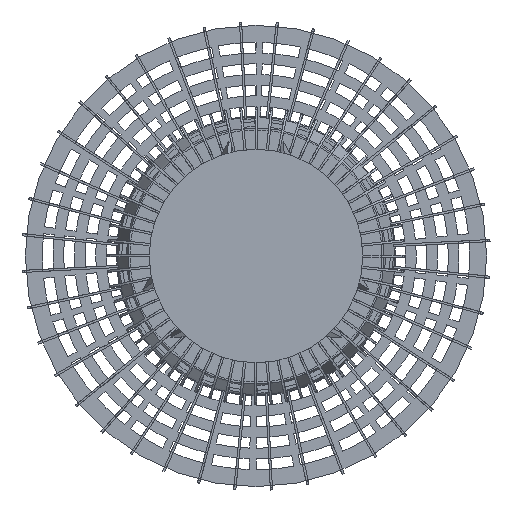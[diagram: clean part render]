
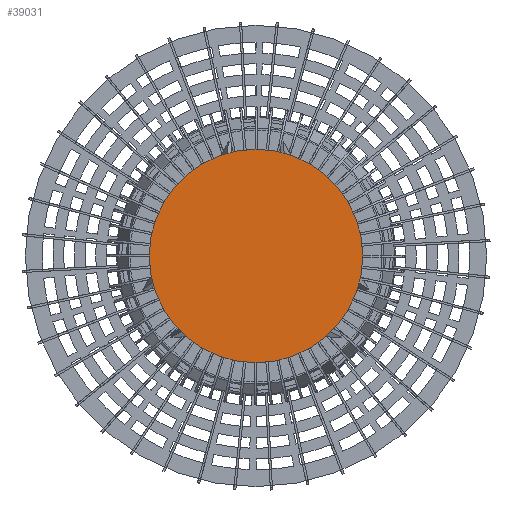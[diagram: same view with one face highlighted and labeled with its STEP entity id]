
A CAD part, front view. The second image highlights one B-rep face of the part: STEP entity #39031.
In plain terms, the highlighted planar face has unit normal (0, -1, 0).
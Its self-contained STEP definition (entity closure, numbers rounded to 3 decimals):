
#30147=PLANE('',#103669);
#34363=FACE_OUTER_BOUND('',#45403,.T.);
#39031=ADVANCED_FACE('',(#34363),#30147,.F.);
#45403=EDGE_LOOP('',(#51090));
#51090=ORIENTED_EDGE('',*,*,#87053,.F.);
#78088=VERTEX_POINT('',#133350);
#87053=EDGE_CURVE('',#78088,#78088,#100553,.T.);
#100553=CIRCLE('',#103666,50.);
#103666=AXIS2_PLACEMENT_3D('',#133349,#109541,#109542);
#103669=AXIS2_PLACEMENT_3D('',#133353,#109547,#109548);
#109541=DIRECTION('',(0.,1.,0.));
#109542=DIRECTION('',(0.,0.,1.));
#109547=DIRECTION('',(0.,1.,0.));
#109548=DIRECTION('',(0.,0.,1.));
#133349=CARTESIAN_POINT('',(0.,0.,0.));
#133350=CARTESIAN_POINT('',(0.,0.,50.));
#133353=CARTESIAN_POINT('',(0.,0.,0.));
